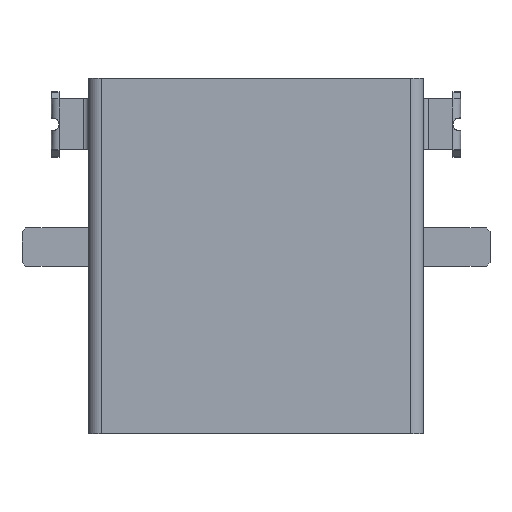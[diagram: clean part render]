
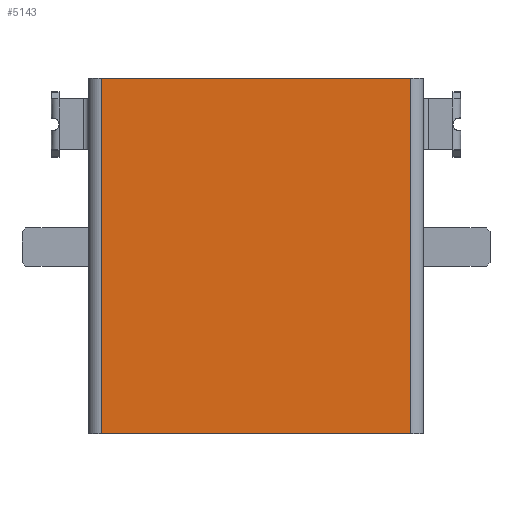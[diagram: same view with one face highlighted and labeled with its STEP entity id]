
A CAD part, top view. The second image highlights one B-rep face of the part: STEP entity #5143.
In plain terms, the highlighted planar face has unit normal (0, 0, 1).
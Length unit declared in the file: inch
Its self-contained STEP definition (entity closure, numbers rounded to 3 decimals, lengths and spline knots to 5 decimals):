
#1799=DIRECTION('',(0.,-1.,0.));
#1800=VECTOR('',#1799,13.9);
#1801=CARTESIAN_POINT('',(-6.05,6.95,6.5));
#1802=LINE('',#1801,#1800);
#1803=DIRECTION('',(-1.,0.,0.));
#1804=VECTOR('',#1803,12.1);
#1805=CARTESIAN_POINT('',(6.05,6.95,6.5));
#1806=LINE('',#1805,#1804);
#1807=DIRECTION('',(0.,1.,0.));
#1808=VECTOR('',#1807,13.9);
#1809=CARTESIAN_POINT('',(6.05,-6.95,6.5));
#1810=LINE('',#1809,#1808);
#1811=DIRECTION('',(1.,0.,0.));
#1812=VECTOR('',#1811,12.1);
#1813=CARTESIAN_POINT('',(-6.05,-6.95,6.5));
#1814=LINE('',#1813,#1812);
#2535=CARTESIAN_POINT('',(-6.05,-6.95,6.5));
#2536=VERTEX_POINT('',#2535);
#2537=CARTESIAN_POINT('',(-6.05,6.95,6.5));
#2538=VERTEX_POINT('',#2537);
#2539=CARTESIAN_POINT('',(6.05,6.95,6.5));
#2540=VERTEX_POINT('',#2539);
#2541=CARTESIAN_POINT('',(6.05,-6.95,6.5));
#2542=VERTEX_POINT('',#2541);
#5131=CARTESIAN_POINT('',(0.,0.,6.5));
#5132=DIRECTION('',(0.,0.,1.));
#5133=DIRECTION('',(1.,0.,0.));
#5134=AXIS2_PLACEMENT_3D('',#5131,#5132,#5133);
#5135=PLANE('',#5134);
#5137=ORIENTED_EDGE('',*,*,#5136,.F.);
#5138=ORIENTED_EDGE('',*,*,#4194,.F.);
#5139=ORIENTED_EDGE('',*,*,#5126,.F.);
#5140=ORIENTED_EDGE('',*,*,#2752,.F.);
#5141=EDGE_LOOP('',(#5137,#5138,#5139,#5140));
#5142=FACE_OUTER_BOUND('',#5141,.F.);
#2752=EDGE_CURVE('',#2536,#2542,#1814,.T.);
#4194=EDGE_CURVE('',#2540,#2538,#1806,.T.);
#5126=EDGE_CURVE('',#2542,#2540,#1810,.T.);
#5136=EDGE_CURVE('',#2538,#2536,#1802,.T.);
#5143=ADVANCED_FACE('',(#5142),#5135,.T.);
